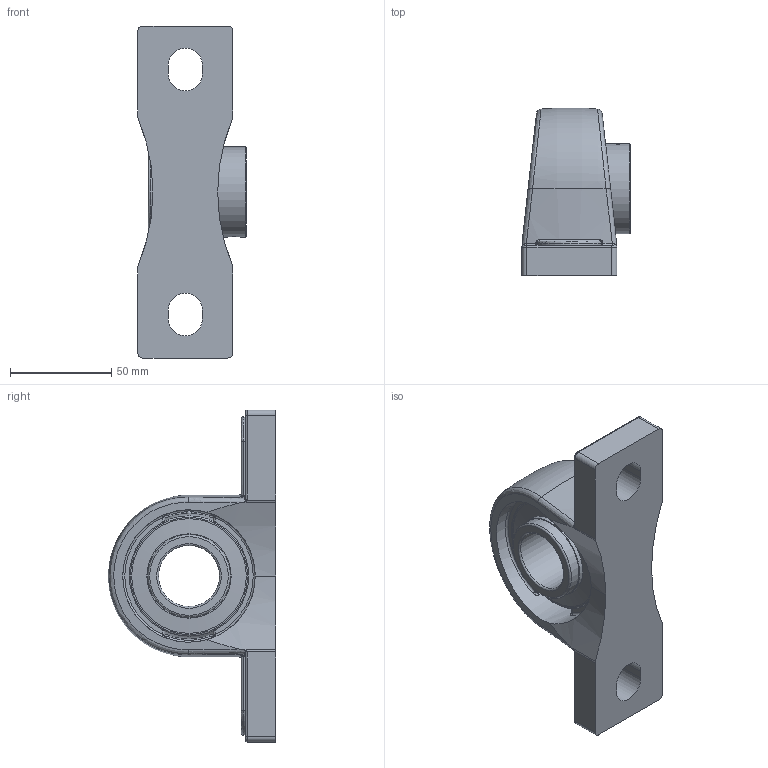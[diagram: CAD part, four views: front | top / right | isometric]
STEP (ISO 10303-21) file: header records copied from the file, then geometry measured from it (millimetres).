
FILE_DESCRIPTION(('HOOPS Exchange Step'),'2;1');
FILE_NAME('export-D145FBDC-37A3-4418-B575-9D86C9EA9F0E.stp','2020-05-21T07:46:29-07:00',('dkerr'),('Alibre'),'HOOPS Exchange 2020.0','Alibre','Unknown authorisation');
FILE_SCHEMA( ('AP242_MANAGED_MODEL_BASED_3D_ENGINEERING_MIM_LF {1 0 10303 442 1 1 4 }') );
Length unit declared in the file: inch
Products named in the file (8): SHC 206-19 L4L (1.1875inch) (Race); SHC 206-19 (Collar); SHC 206 (Ball Bearing); SHC 206 (Setscrew); SHC 206 (Shield); MRN SHC 206-19 L4L (1.1875inch); MRN SPM 206 L4L; MRN SHCSPM 206-19 L4L (1.1875inch)
Assembly tree (7 placements, depth 3):
  MRN SHCSPM 206-19 L4L (1.1875inch)
    MRN SHC 206-19 L4L (1.1875inch)
      SHC 206-19 L4L (1.1875inch) (Race)
      SHC 206-19 (Collar)
      SHC 206 (Ball Bearing)
      SHC 206 (Setscrew)
      SHC 206 (Shield)
    MRN SPM 206 L4L
Bounding box: 53.6 x 82.83 x 164 mm (x, y, z)
Volume: 200787 mm3; surface area: 66646.7 mm2
Topology: 16 solids, 16 shells, 206 faces, 546 edges, 349 vertices
Faces by surface type: cylinder 75, plane 53, torus 26, bspline 24, sphere 16, cone 12
Full cylindrical faces by diameter (mm): 6.35 x7, 30.162 x2, 37.631 x2, 40.64 x4, 41.656 x2, 44.5 x1, 55.093 x2, 56.642 x4, 65.428 x2, 70.213 x1
Entity records: 18593 total; most frequent: CARTESIAN_POINT 13386, DIRECTION 1066, ORIENTED_EDGE 1038, EDGE_CURVE 519, AXIS2_PLACEMENT_3D 453, VERTEX_POINT 349, CIRCLE 232, EDGE_LOOP 228
